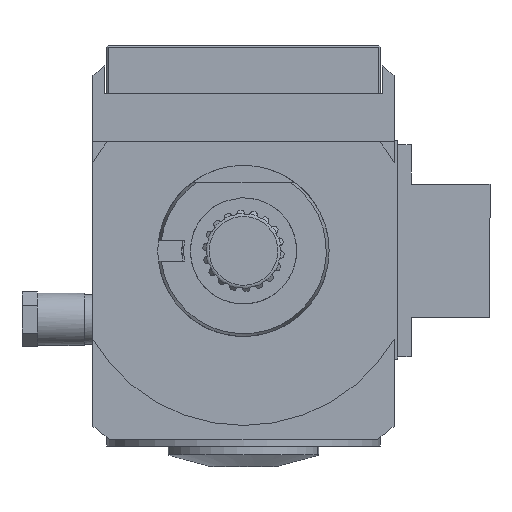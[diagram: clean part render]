
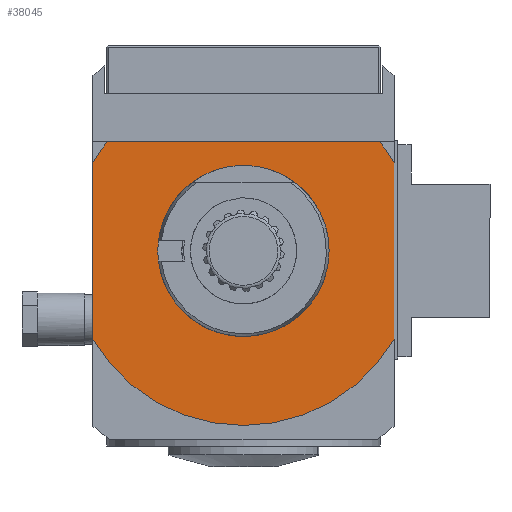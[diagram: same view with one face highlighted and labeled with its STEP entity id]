
A CAD part, front view. The second image highlights one B-rep face of the part: STEP entity #38045.
In plain terms, the highlighted planar face has unit normal (0, -1, 0).
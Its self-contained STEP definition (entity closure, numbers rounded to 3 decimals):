
#59 = VERTEX_POINT ( 'NONE', #266 ) ;
#266 = CARTESIAN_POINT ( 'NONE',  ( 44., -1., -25.788 ) ) ;
#476 = ORIENTED_EDGE ( 'NONE', *, *, #24546, .T. ) ;
#1530 = ORIENTED_EDGE ( 'NONE', *, *, #9675, .F. ) ;
#1549 = AXIS2_PLACEMENT_3D ( 'NONE', #9521, #25482, #8899 ) ;
#2107 = VECTOR ( 'NONE', #5866, 1000. ) ;
#2215 = DIRECTION ( 'NONE',  ( 1., 0., 0. ) ) ;
#2860 = CARTESIAN_POINT ( 'NONE',  ( -27.15, -1., 0. ) ) ;
#5358 = ORIENTED_EDGE ( 'NONE', *, *, #38150, .F. ) ;
#5609 = EDGE_LOOP ( 'NONE', ( #32783 ) ) ;
#5686 = DIRECTION ( 'NONE',  ( 0., 1., 0. ) ) ;
#5866 = DIRECTION ( 'NONE',  ( 0., 0., -1. ) ) ;
#7202 = CARTESIAN_POINT ( 'NONE',  ( 0., -1., 0. ) ) ;
#7923 = VERTEX_POINT ( 'NONE', #22912 ) ;
#8185 = VERTEX_POINT ( 'NONE', #33578 ) ;
#8899 = DIRECTION ( 'NONE',  ( 1., 0., 0. ) ) ;
#9521 = CARTESIAN_POINT ( 'NONE',  ( 0., -1., 0. ) ) ;
#9675 = EDGE_CURVE ( 'NONE', #23660, #38582, #12193, .T. ) ;
#10478 = DIRECTION ( 'NONE',  ( 1., 0., 0. ) ) ;
#10655 = DIRECTION ( 'NONE',  ( -1., 0., 0. ) ) ;
#10666 = EDGE_LOOP ( 'NONE', ( #1530, #476, #34705, #30911, #5358, #22558 ) ) ;
#10795 = CARTESIAN_POINT ( 'NONE',  ( -24.656, -1., 0. ) ) ;
#11285 = CARTESIAN_POINT ( 'NONE',  ( 44., -1., 25.788 ) ) ;
#12139 = DIRECTION ( 'NONE',  ( -1., 0., 0. ) ) ;
#12193 = CIRCLE ( 'NONE', #36663, 51. ) ;
#13361 = VECTOR ( 'NONE', #12139, 1000. ) ;
#13891 = AXIS2_PLACEMENT_3D ( 'NONE', #35585, #42972, #10478 ) ;
#15315 = DIRECTION ( 'NONE',  ( 0., 1., 0. ) ) ;
#16789 = DIRECTION ( 'NONE',  ( 0., 0., -1. ) ) ;
#16972 = DIRECTION ( 'NONE',  ( 0., -1., 0. ) ) ;
#17676 = CARTESIAN_POINT ( 'NONE',  ( 39.711, -1., 32. ) ) ;
#19049 = DIRECTION ( 'NONE',  ( 1., 0., 0. ) ) ;
#22179 = VERTEX_POINT ( 'NONE', #36678 ) ;
#22316 = CARTESIAN_POINT ( 'NONE',  ( 0., -1., 0. ) ) ;
#22558 = ORIENTED_EDGE ( 'NONE', *, *, #38381, .F. ) ;
#22912 = CARTESIAN_POINT ( 'NONE',  ( -44., -1., -25.788 ) ) ;
#23660 = VERTEX_POINT ( 'NONE', #17676 ) ;
#23784 = LINE ( 'NONE', #37339, #38311 ) ;
#24265 = FACE_OUTER_BOUND ( 'NONE', #10666, .T. ) ;
#24531 = EDGE_CURVE ( 'NONE', #8185, #22179, #26592, .T. ) ;
#24546 = EDGE_CURVE ( 'NONE', #23660, #22179, #39219, .T. ) ;
#25482 = DIRECTION ( 'NONE',  ( 0., 1., 0. ) ) ;
#26058 = EDGE_CURVE ( 'NONE', #40689, #40689, #30195, .T. ) ;
#26592 = CIRCLE ( 'NONE', #1549, 51. ) ;
#28711 = CARTESIAN_POINT ( 'NONE',  ( -27.15, -1., 32. ) ) ;
#30195 = CIRCLE ( 'NONE', #37324, 24.656 ) ;
#30911 = ORIENTED_EDGE ( 'NONE', *, *, #38152, .T. ) ;
#31015 = FACE_BOUND ( 'NONE', #5609, .T. ) ;
#32746 = CIRCLE ( 'NONE', #13891, 51. ) ;
#32783 = ORIENTED_EDGE ( 'NONE', *, *, #26058, .F. ) ;
#33578 = CARTESIAN_POINT ( 'NONE',  ( -44., -1., 25.788 ) ) ;
#34705 = ORIENTED_EDGE ( 'NONE', *, *, #24531, .F. ) ;
#35585 = CARTESIAN_POINT ( 'NONE',  ( 0., -1., 0. ) ) ;
#35774 = CARTESIAN_POINT ( 'NONE',  ( 44., -1., 0. ) ) ;
#36663 = AXIS2_PLACEMENT_3D ( 'NONE', #22316, #15315, #19049 ) ;
#36678 = CARTESIAN_POINT ( 'NONE',  ( -39.711, -1., 32. ) ) ;
#37324 = AXIS2_PLACEMENT_3D ( 'NONE', #7202, #16972, #10655 ) ;
#37339 = CARTESIAN_POINT ( 'NONE',  ( -44., -1., 0. ) ) ;
#38045 = ADVANCED_FACE ( 'Defeature completata1_81', ( #24265, #31015 ), #38234, .F. ) ;
#38150 = EDGE_CURVE ( 'NONE', #59, #7923, #32746, .T. ) ;
#38152 = EDGE_CURVE ( 'NONE', #8185, #7923, #23784, .T. ) ;
#38234 = PLANE ( 'NONE',  #38282 ) ;
#38282 = AXIS2_PLACEMENT_3D ( 'NONE', #2860, #5686, #2215 ) ;
#38311 = VECTOR ( 'NONE', #16789, 1000. ) ;
#38381 = EDGE_CURVE ( 'NONE', #38582, #59, #39020, .T. ) ;
#38582 = VERTEX_POINT ( 'NONE', #11285 ) ;
#39020 = LINE ( 'NONE', #35774, #2107 ) ;
#39219 = LINE ( 'NONE', #28711, #13361 ) ;
#40689 = VERTEX_POINT ( 'NONE', #10795 ) ;
#42972 = DIRECTION ( 'NONE',  ( 0., 1., 0. ) ) ;
